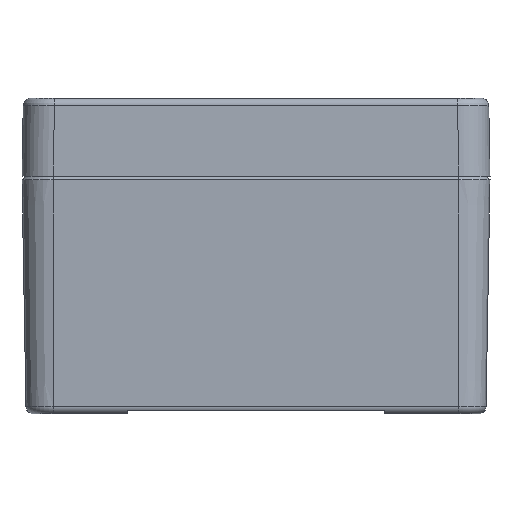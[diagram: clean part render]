
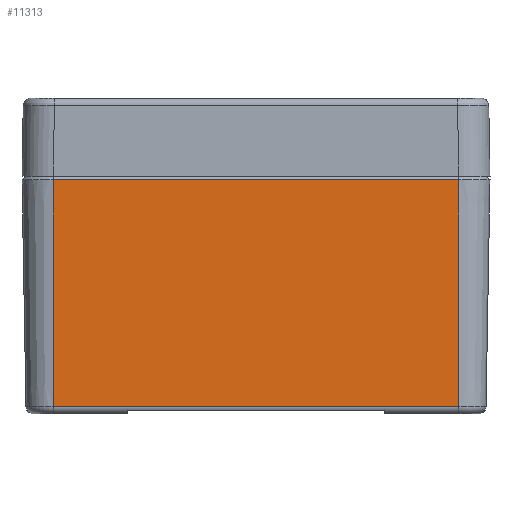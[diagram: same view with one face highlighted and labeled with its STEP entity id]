
A CAD part, left-side view. The second image highlights one B-rep face of the part: STEP entity #11313.
In plain terms, the highlighted planar face has unit normal (-1, 0, -0.018).
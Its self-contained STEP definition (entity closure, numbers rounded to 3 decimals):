
#11293=AXIS2_PLACEMENT_3D('Plane Axis2P3D',#11290,#11291,#11292) ;
#10528=CARTESIAN_POINT('Vertex',(1.013,112.,1.965)) ;
#10553=CARTESIAN_POINT('Vertex',(1.013,8.,1.965)) ;
#10556=CARTESIAN_POINT('Line Origine',(1.013,60.,1.965)) ;
#11270=CARTESIAN_POINT('Line Origine',(0.524,112.,30.)) ;
#11274=CARTESIAN_POINT('Vertex',(0.,112.,60.)) ;
#11290=CARTESIAN_POINT('Axis2P3D Location',(0.,60.,60.)) ;
#11295=CARTESIAN_POINT('Line Origine',(0.524,8.,30.)) ;
#11299=CARTESIAN_POINT('Vertex',(0.,8.,60.)) ;
#11302=CARTESIAN_POINT('Line Origine',(0.,60.,60.)) ;
#10557=DIRECTION('Vector Direction',(0.,-1.,0.)) ;
#11271=DIRECTION('Vector Direction',(-0.017,0.,1.)) ;
#11291=DIRECTION('Axis2P3D Direction',(1.,-0.,0.017)) ;
#11292=DIRECTION('Axis2P3D XDirection',(0.,1.,0.)) ;
#11296=DIRECTION('Vector Direction',(-0.017,0.,1.)) ;
#11303=DIRECTION('Vector Direction',(0.,1.,0.)) ;
#10558=VECTOR('Line Direction',#10557,1.) ;
#11272=VECTOR('Line Direction',#11271,1.) ;
#11297=VECTOR('Line Direction',#11296,1.) ;
#11304=VECTOR('Line Direction',#11303,1.) ;
#11308=ORIENTED_EDGE('',*,*,#10560,.F.) ;
#11309=ORIENTED_EDGE('',*,*,#11301,.F.) ;
#11310=ORIENTED_EDGE('',*,*,#11306,.F.) ;
#11311=ORIENTED_EDGE('',*,*,#11276,.T.) ;
#11313=ADVANCED_FACE('Body',(#11312),#11294,.F.) ;
#10560=EDGE_CURVE('',#10554,#10529,#10559,.F.) ;
#11276=EDGE_CURVE('',#11275,#10529,#11273,.F.) ;
#11301=EDGE_CURVE('',#11300,#10554,#11298,.F.) ;
#11306=EDGE_CURVE('',#11275,#11300,#11305,.F.) ;
#11307=EDGE_LOOP('',(#11308,#11309,#11310,#11311)) ;
#11312=FACE_OUTER_BOUND('',#11307,.T.) ;
#10559=LINE('Line',#10556,#10558) ;
#11273=LINE('Line',#11270,#11272) ;
#11298=LINE('Line',#11295,#11297) ;
#11305=LINE('Line',#11302,#11304) ;
#11294=PLANE('',#11293) ;
#10529=VERTEX_POINT('',#10528) ;
#10554=VERTEX_POINT('',#10553) ;
#11275=VERTEX_POINT('',#11274) ;
#11300=VERTEX_POINT('',#11299) ;
